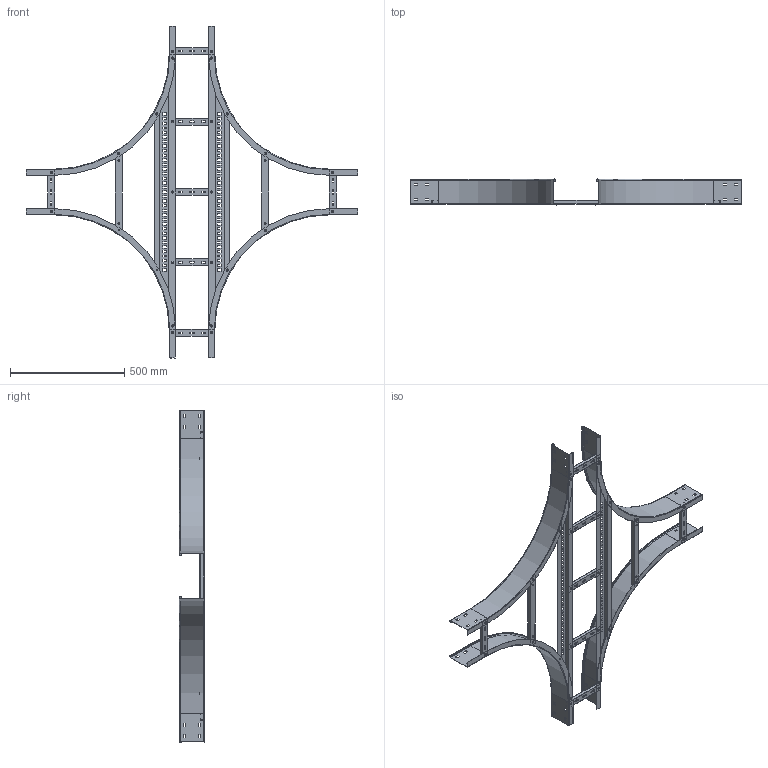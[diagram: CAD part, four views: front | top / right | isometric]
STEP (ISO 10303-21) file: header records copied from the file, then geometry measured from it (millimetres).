
FILE_DESCRIPTION (( 'STEP AP214' ), '1' );
FILE_NAME ('6219702.STEP', '2020-05-08T11:46:34', ( '' ), ( '' ), 'SwSTEP 2.0', 'SolidWorks 2018', '' );
FILE_SCHEMA (( 'AUTOMOTIVE_DESIGN' ));
Length unit declared in the file: millimetre
Products named in the file (10): KTS 14.041-005_3.00mm; 131595_NB0200; 131594_NB0200; 131591_110x27xR500; 6219702; KTS 14.041-005_3.5mm; 131571_L=195 (NB=200)
Assembly tree (39 placements, depth 2):
  6219702
    131591_110x27xR500
    131591_110x27xR500
    131591_110x27xR500
    131591_110x27xR500
    131594_NB0200  x2
    131571_L=195 (NB=200)  x7
    131595_NB0200  x2
    KTS 14.041-005_3.00mm  x14
    KTS 14.041-005_3.5mm  x10
Bounding box: 1450 x 111.6 x 1450 mm (x, y, z)
Volume: 1584121.8 mm3; surface area: 2004710 mm2
Topology: 39 solids, 39 shells, 1866 faces, 5004 edges, 3240 vertices
Faces by surface type: plane 916, cylinder 770, torus 112, cone 48, bspline 20
Entity records: 32502 total; most frequent: CARTESIAN_POINT 6128, DIRECTION 5156, ORIENTED_EDGE 5008, EDGE_CURVE 2504, AXIS2_PLACEMENT_3D 1768, VERTEX_POINT 1632, LINE 1620, VECTOR 1620
